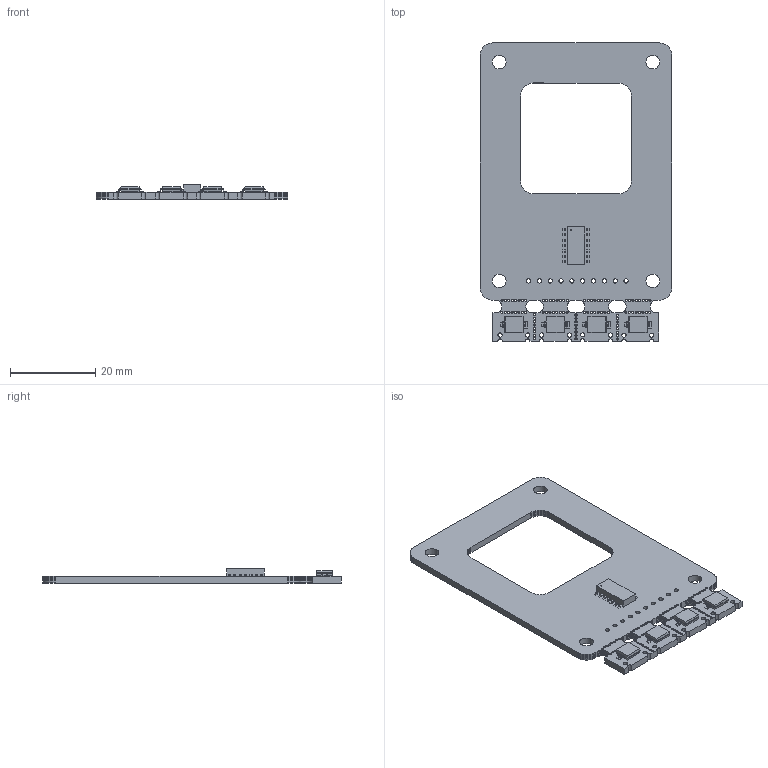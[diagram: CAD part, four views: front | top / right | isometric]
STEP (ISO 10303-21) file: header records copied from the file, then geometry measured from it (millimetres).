
FILE_DESCRIPTION(('KiCad electronic assembly'),'2;1');
FILE_NAME('sfh2430_breakout.step','2023-10-30T15:45:46',('Pcbnew'),( 'Kicad'),'Open CASCADE STEP processor 7.7','KiCad to STEP converter' ,'Unknown');
FILE_SCHEMA(('AUTOMOTIVE_DESIGN { 1 0 10303 214 1 1 1 1 }'));
Length unit declared in the file: millimetre
Products named in the file (6): sfh2430_breakout 1; SFH_2430-Z; COMPOUND; SO-14_S_LIT; sfh2430_breakout PCB
Assembly tree (8 placements, depth 3):
  sfh2430_breakout 1
    SFH_2430-Z  x4
      COMPOUND
    SO-14_S_LIT
      COMPOUND
    sfh2430_breakout PCB
Bounding box: 45 x 69.9 x 3.4 mm (x, y, z)
Volume: 3826.5 mm3; surface area: 5942.5 mm2
Topology: 29 solids, 29 shells, 882 faces, 2424 edges, 1600 vertices
Faces by surface type: plane 642, cylinder 240
Full cylindrical faces by diameter (mm): 0.199 x1, 0.5 x88, 1 x18, 3.2 x4
Entity records: 50536 total; most frequent: CARTESIAN_POINT 10422, DIRECTION 7146, LINE 4937, VECTOR 4937, ORIENTED_EDGE 3840, PCURVE 3840, DEFINITIONAL_REPRESENTATION 3840, EDGE_CURVE 1920
